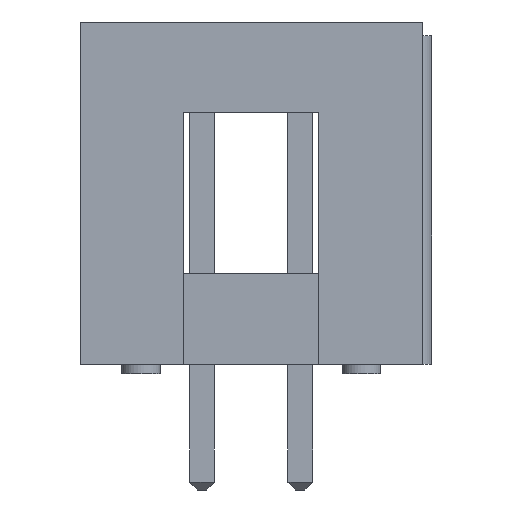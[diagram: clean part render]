
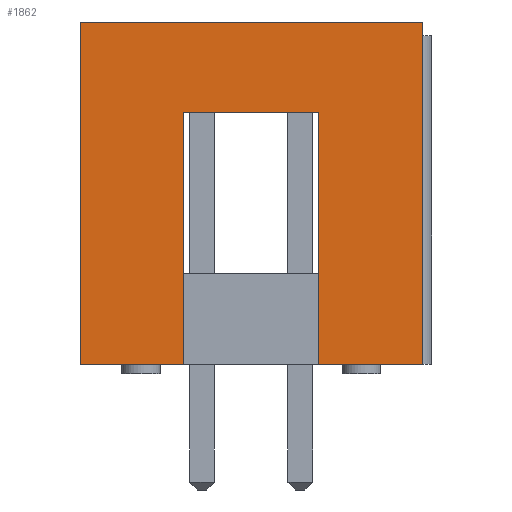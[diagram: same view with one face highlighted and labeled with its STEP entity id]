
A CAD part, front view. The second image highlights one B-rep face of the part: STEP entity #1862.
In plain terms, the highlighted planar face has unit normal (0, -1, 0).
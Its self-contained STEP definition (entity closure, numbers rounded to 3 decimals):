
#64 = VERTEX_POINT('',#65);
#65 = CARTESIAN_POINT('',(5.695,-58.44,0.25));
#155 = VERTEX_POINT('',#156);
#156 = CARTESIAN_POINT('',(-3.155,-58.44,0.25));
#162 = EDGE_CURVE('',#155,#163,#165,.T.);
#163 = VERTEX_POINT('',#164);
#164 = CARTESIAN_POINT('',(-0.48,-58.44,0.25));
#165 = LINE('',#166,#167);
#166 = CARTESIAN_POINT('',(-3.155,-58.44,0.25));
#167 = VECTOR('',#168,1.);
#168 = DIRECTION('',(1.,0.,0.));
#187 = VERTEX_POINT('',#188);
#188 = CARTESIAN_POINT('',(3.02,-58.44,0.25));
#194 = EDGE_CURVE('',#187,#64,#195,.T.);
#195 = LINE('',#196,#197);
#196 = CARTESIAN_POINT('',(-3.155,-58.44,0.25));
#197 = VECTOR('',#198,1.);
#198 = DIRECTION('',(1.,0.,0.));
#1771 = EDGE_CURVE('',#64,#1772,#1774,.T.);
#1772 = VERTEX_POINT('',#1773);
#1773 = CARTESIAN_POINT('',(5.695,-58.44,9.1));
#1774 = LINE('',#1775,#1776);
#1775 = CARTESIAN_POINT('',(5.695,-58.44,0.25));
#1776 = VECTOR('',#1777,1.);
#1777 = DIRECTION('',(0.,0.,1.));
#1862 = ADVANCED_FACE('',(#1863),#1904,.F.);
#1863 = FACE_BOUND('',#1864,.F.);
#1864 = EDGE_LOOP('',(#1865,#1873,#1879,#1880,#1881,#1889,#1897,#1903));
#1865 = ORIENTED_EDGE('',*,*,#1866,.F.);
#1866 = EDGE_CURVE('',#1867,#155,#1869,.T.);
#1867 = VERTEX_POINT('',#1868);
#1868 = CARTESIAN_POINT('',(-3.155,-58.44,9.1));
#1869 = LINE('',#1870,#1871);
#1870 = CARTESIAN_POINT('',(-3.155,-58.44,9.1));
#1871 = VECTOR('',#1872,1.);
#1872 = DIRECTION('',(0.,0.,-1.));
#1873 = ORIENTED_EDGE('',*,*,#1874,.T.);
#1874 = EDGE_CURVE('',#1867,#1772,#1875,.T.);
#1875 = LINE('',#1876,#1877);
#1876 = CARTESIAN_POINT('',(-3.155,-58.44,9.1));
#1877 = VECTOR('',#1878,1.);
#1878 = DIRECTION('',(1.,0.,0.));
#1879 = ORIENTED_EDGE('',*,*,#1771,.F.);
#1880 = ORIENTED_EDGE('',*,*,#194,.F.);
#1881 = ORIENTED_EDGE('',*,*,#1882,.T.);
#1882 = EDGE_CURVE('',#187,#1883,#1885,.T.);
#1883 = VERTEX_POINT('',#1884);
#1884 = CARTESIAN_POINT('',(3.02,-58.44,6.75));
#1885 = LINE('',#1886,#1887);
#1886 = CARTESIAN_POINT('',(3.02,-58.44,0.25));
#1887 = VECTOR('',#1888,1.);
#1888 = DIRECTION('',(0.,-0.,1.));
#1889 = ORIENTED_EDGE('',*,*,#1890,.F.);
#1890 = EDGE_CURVE('',#1891,#1883,#1893,.T.);
#1891 = VERTEX_POINT('',#1892);
#1892 = CARTESIAN_POINT('',(-0.48,-58.44,6.75));
#1893 = LINE('',#1894,#1895);
#1894 = CARTESIAN_POINT('',(-0.943,-58.44,6.75));
#1895 = VECTOR('',#1896,1.);
#1896 = DIRECTION('',(1.,0.,0.));
#1897 = ORIENTED_EDGE('',*,*,#1898,.T.);
#1898 = EDGE_CURVE('',#1891,#163,#1899,.T.);
#1899 = LINE('',#1900,#1901);
#1900 = CARTESIAN_POINT('',(-0.48,-58.44,0.25));
#1901 = VECTOR('',#1902,1.);
#1902 = DIRECTION('',(-0.,0.,-1.));
#1903 = ORIENTED_EDGE('',*,*,#162,.F.);
#1904 = PLANE('',#1905);
#1905 = AXIS2_PLACEMENT_3D('',#1906,#1907,#1908);
#1906 = CARTESIAN_POINT('',(-3.155,-58.44,0.25));
#1907 = DIRECTION('',(0.,1.,0.));
#1908 = DIRECTION('',(1.,0.,0.));
